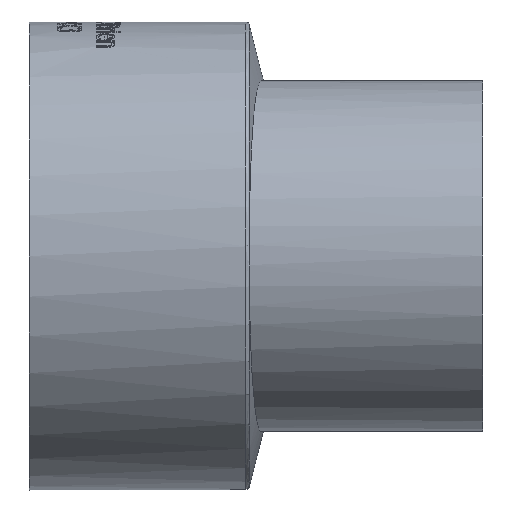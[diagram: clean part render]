
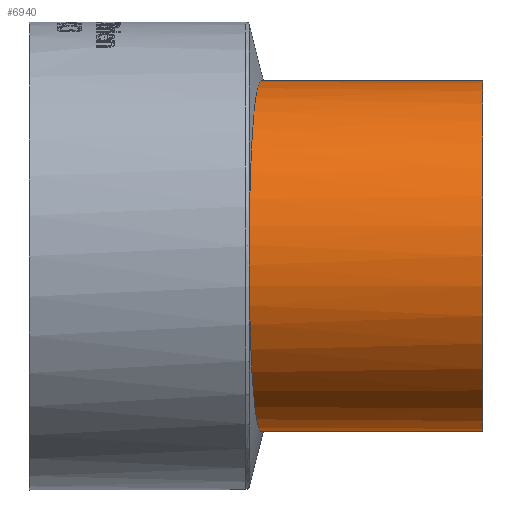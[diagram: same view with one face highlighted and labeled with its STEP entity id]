
A CAD part, front view. The second image highlights one B-rep face of the part: STEP entity #6940.
In plain terms, the highlighted cylindrical face has radius 38.1 mm (diameter 76.2 mm), a full revolution.
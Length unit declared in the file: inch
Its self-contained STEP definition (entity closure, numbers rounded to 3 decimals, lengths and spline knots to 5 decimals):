
#84=FACE_BOUND('',#1227,.T.);
#810=FACE_OUTER_BOUND('',#1226,.T.);
#1226=EDGE_LOOP('',(#6489));
#1227=EDGE_LOOP('',(#6490,#6491,#6492));
#2287=CIRCLE('',#7297,1.5);
#2694=B_SPLINE_CURVE_WITH_KNOTS('',3,(#15634,#15635,#15636,#15637,#15638,
#15639,#15640,#15641,#15642,#15643,#15644,#15645,#15646,#15647,#15648,#15649),
 .UNSPECIFIED.,.F.,.F.,(4,3,3,3,3,4),(7.68861,7.81847,
8.2221,8.37636,8.78744,9.00747),
 .UNSPECIFIED.);
#2695=B_SPLINE_CURVE_WITH_KNOTS('',3,(#15659,#15660,#15661,#15662,#15663,
#15664,#15665,#15666,#15667,#15668,#15669,#15670,#15671,#15672,#15673,#15674,
#15675,#15676,#15677,#15678,#15679,#15680,#15681,#15682,#15683,#15684,#15685,
#15686,#15687,#15688,#15689,#15690,#15691,#15692),.UNSPECIFIED.,.F.,.F.,
(4,2,2,2,2,2,2,2,2,2,2,2,2,2,2,2,4),(0.,0.50203,1.00405,
1.50608,2.00811,2.63514,3.26217,3.88921,
4.51624,5.33091,6.14558,6.96025,7.77492,
8.71673,9.65854,10.60035,10.88967),
 .UNSPECIFIED.);
#2696=B_SPLINE_CURVE_WITH_KNOTS('',3,(#15693,#15694,#15695,#15696,#15697,
#15698,#15699,#15700,#15701,#15702,#15703,#15704,#15705,#15706,#15707,#15708,
#15709,#15710,#15711,#15712,#15713,#15714,#15715,#15716,#15717,#15718,#15719,
#15720,#15721,#15722,#15723,#15724,#15725,#15726),.UNSPECIFIED.,.F.,.F.,
(4,2,2,2,2,2,2,2,2,2,2,2,2,2,2,2,4),(12.19465,12.48397,
13.42578,14.36759,15.3094,16.12407,16.93874,
17.75341,18.56809,19.19512,19.82215,20.44918,
21.07622,21.57824,22.08027,22.5823,23.08432),
 .UNSPECIFIED.);
#3384=VERTEX_POINT('',#15632);
#3385=VERTEX_POINT('',#15633);
#3387=VERTEX_POINT('',#15656);
#3388=VERTEX_POINT('',#15658);
#4421=EDGE_CURVE('',#3384,#3385,#2694,.T.);
#4424=EDGE_CURVE('',#3387,#3387,#2287,.T.);
#4425=EDGE_CURVE('',#3388,#3385,#2695,.T.);
#4426=EDGE_CURVE('',#3384,#3388,#2696,.T.);
#6489=ORIENTED_EDGE('',*,*,#4424,.T.);
#6490=ORIENTED_EDGE('',*,*,#4425,.F.);
#6491=ORIENTED_EDGE('',*,*,#4426,.F.);
#6492=ORIENTED_EDGE('',*,*,#4421,.T.);
#6537=CYLINDRICAL_SURFACE('',#7296,1.5);
#6940=ADVANCED_FACE('',(#810,#84),#6537,.T.);
#7296=AXIS2_PLACEMENT_3D('',#15655,#8457,#8458);
#7297=AXIS2_PLACEMENT_3D('',#15657,#8459,#8460);
#8457=DIRECTION('center_axis',(-1.,0.,0.));
#8458=DIRECTION('ref_axis',(0.,-1.,0.));
#8459=DIRECTION('center_axis',(-1.,0.,0.));
#8460=DIRECTION('ref_axis',(0.,-1.,0.));
#15632=CARTESIAN_POINT('',(1.88087,-1.95949,0.25888));
#15633=CARTESIAN_POINT('',(1.88087,-1.95949,-0.25888));
#15634=CARTESIAN_POINT('Ctrl Pts',(1.88087,-1.95949,0.25888));
#15635=CARTESIAN_POINT('Ctrl Pts',(1.8807,-1.96226,0.24308));
#15636=CARTESIAN_POINT('Ctrl Pts',(1.88052,-1.96479,0.22717));
#15637=CARTESIAN_POINT('Ctrl Pts',(1.88035,-1.96706,0.21121));
#15638=CARTESIAN_POINT('Ctrl Pts',(1.8798,-1.97411,0.16162));
#15639=CARTESIAN_POINT('Ctrl Pts',(1.8793,-1.97874,0.11151));
#15640=CARTESIAN_POINT('Ctrl Pts',(1.87907,-1.9808,0.05996));
#15641=CARTESIAN_POINT('Ctrl Pts',(1.87899,-1.98159,0.04026));
#15642=CARTESIAN_POINT('Ctrl Pts',(1.87894,-1.982,0.02024));
#15643=CARTESIAN_POINT('Ctrl Pts',(1.87894,-1.982,0.));
#15644=CARTESIAN_POINT('Ctrl Pts',(1.87894,-1.982,-0.05395));
#15645=CARTESIAN_POINT('Ctrl Pts',(1.87931,-1.97901,-0.11054));
#15646=CARTESIAN_POINT('Ctrl Pts',(1.87988,-1.97264,-0.16735));
#15647=CARTESIAN_POINT('Ctrl Pts',(1.88019,-1.96922,-0.19776));
#15648=CARTESIAN_POINT('Ctrl Pts',(1.88055,-1.96485,-0.22831));
#15649=CARTESIAN_POINT('Ctrl Pts',(1.88087,-1.95949,-0.25888));
#15655=CARTESIAN_POINT('Origin',(3.875,-0.482,0.));
#15656=CARTESIAN_POINT('',(3.875,1.018,0.));
#15657=CARTESIAN_POINT('Origin',(3.875,-0.482,0.));
#15658=CARTESIAN_POINT('',(2.1205,1.018,0.));
#15659=CARTESIAN_POINT('Ctrl Pts',(2.1205,1.018,0.));
#15660=CARTESIAN_POINT('Ctrl Pts',(2.1205,1.018,-0.06588));
#15661=CARTESIAN_POINT('Ctrl Pts',(2.11998,1.01359,-0.13455));
#15662=CARTESIAN_POINT('Ctrl Pts',(2.11774,0.99459,-0.2731));
#15663=CARTESIAN_POINT('Ctrl Pts',(2.11603,0.97999,-0.34299));
#15664=CARTESIAN_POINT('Ctrl Pts',(2.11153,0.94096,-0.47985));
#15665=CARTESIAN_POINT('Ctrl Pts',(2.10874,0.9165,-0.54689));
#15666=CARTESIAN_POINT('Ctrl Pts',(2.10238,0.8596,-0.67452));
#15667=CARTESIAN_POINT('Ctrl Pts',(2.09881,0.82717,-0.73511));
#15668=CARTESIAN_POINT('Ctrl Pts',(2.09041,0.74916,-0.86081));
#15669=CARTESIAN_POINT('Ctrl Pts',(2.08507,0.69838,-0.92962));
#15670=CARTESIAN_POINT('Ctrl Pts',(2.07338,0.58359,-1.05925));
#15671=CARTESIAN_POINT('Ctrl Pts',(2.06703,0.51959,-1.12006));
#15672=CARTESIAN_POINT('Ctrl Pts',(2.05385,0.38197,-1.22934));
#15673=CARTESIAN_POINT('Ctrl Pts',(2.04701,0.30826,-1.27788));
#15674=CARTESIAN_POINT('Ctrl Pts',(2.03332,0.15611,-1.36025));
#15675=CARTESIAN_POINT('Ctrl Pts',(2.02648,0.07767,
-1.39409));
#15676=CARTESIAN_POINT('Ctrl Pts',(2.01133,-0.10092,
-1.45469));
#15677=CARTESIAN_POINT('Ctrl Pts',(2.00252,-0.20853,
-1.47903));
#15678=CARTESIAN_POINT('Ctrl Pts',(1.98508,-0.42915,
-1.50317));
#15679=CARTESIAN_POINT('Ctrl Pts',(1.97646,-0.54214,
-1.50299));
#15680=CARTESIAN_POINT('Ctrl Pts',(1.95995,-0.76504,
-1.47732));
#15681=CARTESIAN_POINT('Ctrl Pts',(1.95205,-0.87516,
-1.45181));
#15682=CARTESIAN_POINT('Ctrl Pts',(1.93738,-1.08466,-1.37809));
#15683=CARTESIAN_POINT('Ctrl Pts',(1.93061,-1.18404,-1.32986));
#15684=CARTESIAN_POINT('Ctrl Pts',(1.91755,-1.37942,-1.20825));
#15685=CARTESIAN_POINT('Ctrl Pts',(1.91109,-1.47838,-1.12845));
#15686=CARTESIAN_POINT('Ctrl Pts',(1.89982,-1.65413,-0.94461));
#15687=CARTESIAN_POINT('Ctrl Pts',(1.89499,-1.73094,-0.84058));
#15688=CARTESIAN_POINT('Ctrl Pts',(1.88724,-1.85539,-0.61662));
#15689=CARTESIAN_POINT('Ctrl Pts',(1.88431,-1.90318,-0.49642));
#15690=CARTESIAN_POINT('Ctrl Pts',(1.88178,-1.94457,-0.3353));
#15691=CARTESIAN_POINT('Ctrl Pts',(1.88128,-1.95279,-0.29715));
#15692=CARTESIAN_POINT('Ctrl Pts',(1.88087,-1.95949,-0.25888));
#15693=CARTESIAN_POINT('Ctrl Pts',(1.88087,-1.95949,0.25888));
#15694=CARTESIAN_POINT('Ctrl Pts',(1.88128,-1.95279,0.29715));
#15695=CARTESIAN_POINT('Ctrl Pts',(1.88178,-1.94457,0.3353));
#15696=CARTESIAN_POINT('Ctrl Pts',(1.88431,-1.90318,0.49642));
#15697=CARTESIAN_POINT('Ctrl Pts',(1.88724,-1.85539,0.61662));
#15698=CARTESIAN_POINT('Ctrl Pts',(1.89499,-1.73094,0.84058));
#15699=CARTESIAN_POINT('Ctrl Pts',(1.89982,-1.65413,0.94461));
#15700=CARTESIAN_POINT('Ctrl Pts',(1.91109,-1.47838,1.12845));
#15701=CARTESIAN_POINT('Ctrl Pts',(1.91755,-1.37942,1.20825));
#15702=CARTESIAN_POINT('Ctrl Pts',(1.93061,-1.18404,1.32986));
#15703=CARTESIAN_POINT('Ctrl Pts',(1.93738,-1.08466,1.37809));
#15704=CARTESIAN_POINT('Ctrl Pts',(1.95205,-0.87516,
1.45181));
#15705=CARTESIAN_POINT('Ctrl Pts',(1.95995,-0.76504,
1.47732));
#15706=CARTESIAN_POINT('Ctrl Pts',(1.97646,-0.54214,
1.50299));
#15707=CARTESIAN_POINT('Ctrl Pts',(1.98508,-0.42915,
1.50317));
#15708=CARTESIAN_POINT('Ctrl Pts',(2.00252,-0.20853,
1.47903));
#15709=CARTESIAN_POINT('Ctrl Pts',(2.01133,-0.10092,
1.45469));
#15710=CARTESIAN_POINT('Ctrl Pts',(2.02648,0.07767,
1.39409));
#15711=CARTESIAN_POINT('Ctrl Pts',(2.03332,0.15611,1.36025));
#15712=CARTESIAN_POINT('Ctrl Pts',(2.04701,0.30826,1.27788));
#15713=CARTESIAN_POINT('Ctrl Pts',(2.05385,0.38197,1.22934));
#15714=CARTESIAN_POINT('Ctrl Pts',(2.06703,0.51959,1.12006));
#15715=CARTESIAN_POINT('Ctrl Pts',(2.07338,0.58359,1.05925));
#15716=CARTESIAN_POINT('Ctrl Pts',(2.08507,0.69838,0.92962));
#15717=CARTESIAN_POINT('Ctrl Pts',(2.09041,0.74916,0.86081));
#15718=CARTESIAN_POINT('Ctrl Pts',(2.09881,0.82717,0.73511));
#15719=CARTESIAN_POINT('Ctrl Pts',(2.10238,0.8596,0.67452));
#15720=CARTESIAN_POINT('Ctrl Pts',(2.10874,0.9165,0.54689));
#15721=CARTESIAN_POINT('Ctrl Pts',(2.11153,0.94096,0.47985));
#15722=CARTESIAN_POINT('Ctrl Pts',(2.11603,0.97999,0.34299));
#15723=CARTESIAN_POINT('Ctrl Pts',(2.11774,0.99459,0.2731));
#15724=CARTESIAN_POINT('Ctrl Pts',(2.11998,1.01359,0.13455));
#15725=CARTESIAN_POINT('Ctrl Pts',(2.1205,1.018,0.06588));
#15726=CARTESIAN_POINT('Ctrl Pts',(2.1205,1.018,0.));
